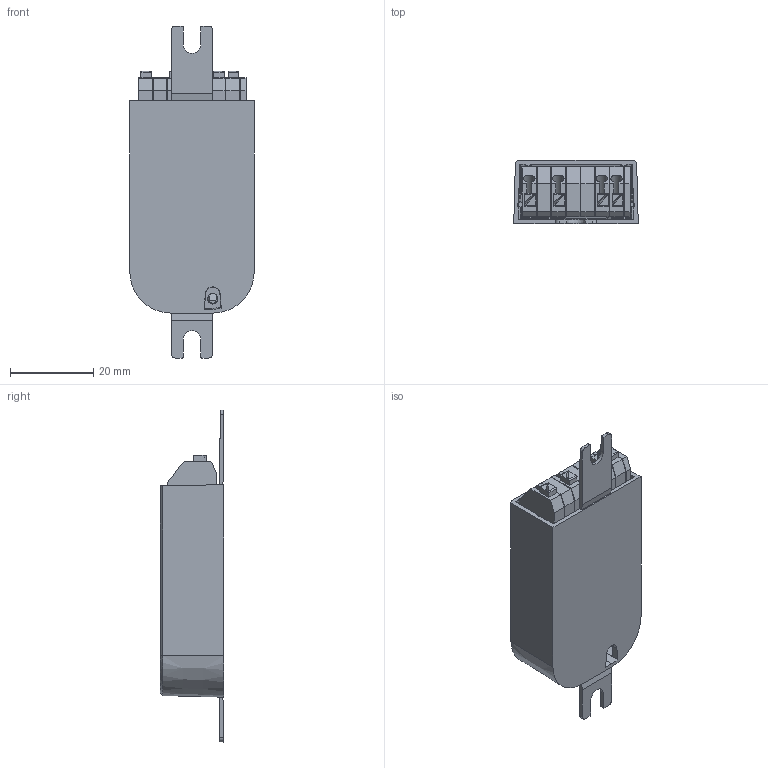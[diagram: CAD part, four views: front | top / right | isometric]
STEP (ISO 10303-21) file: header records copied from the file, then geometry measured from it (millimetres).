
FILE_DESCRIPTION((''),'2;1');
FILE_NAME('DCR','2025-09-23T09:37:50',('chuncheng.yin'),(''),'CREO PARAMETRIC BY PTC INC, 2024401','CREO PARAMETRIC BY PTC INC, 2024401','');
FILE_SCHEMA(('CONFIG_CONTROL_DESIGN'));
Length unit declared in the file: millimetre
Products named in the file (1): DCR
Bounding box: 30 x 15.3 x 80 mm (x, y, z)
Volume: 10989.3 mm3; surface area: 15431.1 mm2
Topology: 3 solids, 3 shells, 1352 faces, 4129 edges, 2761 vertices
Faces by surface type: plane 809, cylinder 367, sphere 151, cone 22, bspline 3
Entity records: 47279 total; most frequent: CARTESIAN_POINT 11591, ORIENTED_EDGE 7966, DIRECTION 6626, EDGE_CURVE 3983, VERTEX_POINT 2761, VECTOR 2474, LINE 2474, AXIS2_PLACEMENT_3D 2076
